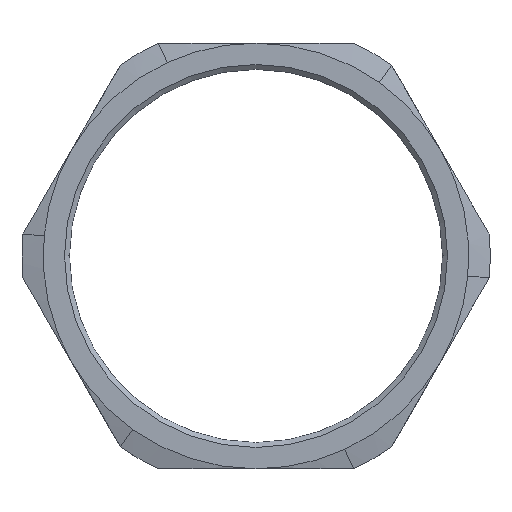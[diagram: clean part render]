
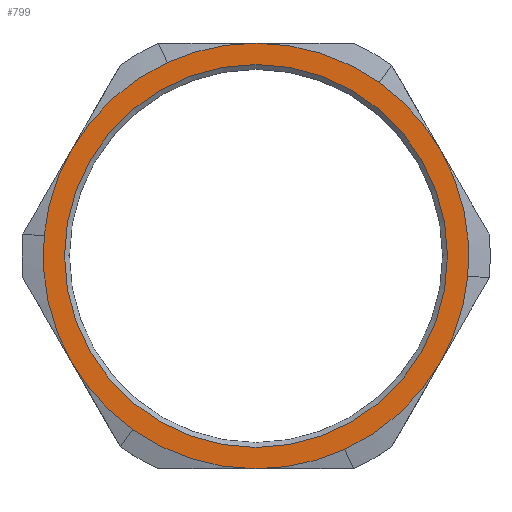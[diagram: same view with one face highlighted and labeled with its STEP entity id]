
A CAD part, top view. The second image highlights one B-rep face of the part: STEP entity #799.
In plain terms, the highlighted planar face has unit normal (0, 0, 1).
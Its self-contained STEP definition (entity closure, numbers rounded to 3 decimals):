
#2 = CARTESIAN_POINT ( 'NONE',  ( 0., 0., 5.6 ) ) ;
#11 = EDGE_CURVE ( 'NONE', #1269, #922, #491, .T. ) ;
#16 = DIRECTION ( 'NONE',  ( 0.417, -0.909, 0. ) ) ;
#53 = CIRCLE ( 'NONE', #714, 30. ) ;
#63 = AXIS2_PLACEMENT_3D ( 'NONE', #95, #351, #101 ) ;
#64 = AXIS2_PLACEMENT_3D ( 'NONE', #2, #129, #458 ) ;
#65 = DIRECTION ( 'NONE',  ( 0., 0., -1. ) ) ;
#71 = ORIENTED_EDGE ( 'NONE', *, *, #698, .F. ) ;
#77 = EDGE_CURVE ( 'NONE', #883, #1177, #766, .T. ) ;
#79 = EDGE_CURVE ( 'NONE', #352, #1295, #1029, .T. ) ;
#82 = CARTESIAN_POINT ( 'NONE',  ( 0., -30., 5.6 ) ) ;
#95 = CARTESIAN_POINT ( 'NONE',  ( 0., 0., 5.6 ) ) ;
#98 = ORIENTED_EDGE ( 'NONE', *, *, #77, .F. ) ;
#101 = DIRECTION ( 'NONE',  ( -0.417, 0.909, 0. ) ) ;
#104 = DIRECTION ( 'NONE',  ( 0., 0., 1. ) ) ;
#105 = CIRCLE ( 'NONE', #1290, 30. ) ;
#128 = AXIS2_PLACEMENT_3D ( 'NONE', #716, #358, #1162 ) ;
#129 = DIRECTION ( 'NONE',  ( 0., 0., -1. ) ) ;
#130 = VERTEX_POINT ( 'NONE', #1135 ) ;
#139 = CARTESIAN_POINT ( 'NONE',  ( 0., 30., 5.6 ) ) ;
#148 = VERTEX_POINT ( 'NONE', #442 ) ;
#180 = AXIS2_PLACEMENT_3D ( 'NONE', #1217, #204, #521 ) ;
#183 = DIRECTION ( 'NONE',  ( 0., 0., -1. ) ) ;
#186 = FACE_BOUND ( 'NONE', #969, .T. ) ;
#199 = CIRCLE ( 'NONE', #1213, 30. ) ;
#204 = DIRECTION ( 'NONE',  ( 0., 0., -1. ) ) ;
#207 = CARTESIAN_POINT ( 'NONE',  ( -17.37, -24.46, 5.6 ) ) ;
#220 = CARTESIAN_POINT ( 'NONE',  ( 0., 0., 5.6 ) ) ;
#232 = ORIENTED_EDGE ( 'NONE', *, *, #79, .F. ) ;
#243 = DIRECTION ( 'NONE',  ( 0., 0., -1. ) ) ;
#246 = ORIENTED_EDGE ( 'NONE', *, *, #1200, .F. ) ;
#248 = AXIS2_PLACEMENT_3D ( 'NONE', #1204, #535, #621 ) ;
#267 = ORIENTED_EDGE ( 'NONE', *, *, #1330, .F. ) ;
#284 = CARTESIAN_POINT ( 'NONE',  ( 26.99, 0., 5.6 ) ) ;
#286 = CARTESIAN_POINT ( 'NONE',  ( 0., 0., 5.6 ) ) ;
#304 = DIRECTION ( 'NONE',  ( 0.579, 0.815, 0. ) ) ;
#305 = EDGE_CURVE ( 'NONE', #546, #352, #815, .T. ) ;
#325 = VERTEX_POINT ( 'NONE', #405 ) ;
#333 = ORIENTED_EDGE ( 'NONE', *, *, #305, .F. ) ;
#342 = ORIENTED_EDGE ( 'NONE', *, *, #775, .F. ) ;
#351 = DIRECTION ( 'NONE',  ( 0., 0., -1. ) ) ;
#352 = VERTEX_POINT ( 'NONE', #422 ) ;
#358 = DIRECTION ( 'NONE',  ( 0., 0., -1. ) ) ;
#365 = EDGE_CURVE ( 'NONE', #822, #148, #691, .T. ) ;
#367 = AXIS2_PLACEMENT_3D ( 'NONE', #481, #817, #1044 ) ;
#378 = CARTESIAN_POINT ( 'NONE',  ( -26.99, 0., 5.6 ) ) ;
#405 = CARTESIAN_POINT ( 'NONE',  ( 17.37, 24.46, 5.6 ) ) ;
#415 = CARTESIAN_POINT ( 'NONE',  ( 0., 0., 5.6 ) ) ;
#422 = CARTESIAN_POINT ( 'NONE',  ( -25.981, 15., 5.6 ) ) ;
#428 = ORIENTED_EDGE ( 'NONE', *, *, #1154, .F. ) ;
#431 = AXIS2_PLACEMENT_3D ( 'NONE', #286, #65, #1445 ) ;
#439 = CARTESIAN_POINT ( 'NONE',  ( 0., 0., 5.6 ) ) ;
#442 = CARTESIAN_POINT ( 'NONE',  ( 29.868, -2.813, 5.6 ) ) ;
#458 = DIRECTION ( 'NONE',  ( -0.417, 0.909, 0. ) ) ;
#459 = EDGE_CURVE ( 'NONE', #1177, #1269, #1381, .T. ) ;
#481 = CARTESIAN_POINT ( 'NONE',  ( 0., 0., 5.6 ) ) ;
#487 = CIRCLE ( 'NONE', #582, 30. ) ;
#489 = AXIS2_PLACEMENT_3D ( 'NONE', #573, #243, #16 ) ;
#491 = CIRCLE ( 'NONE', #180, 30. ) ;
#512 = AXIS2_PLACEMENT_3D ( 'NONE', #1315, #985, #857 ) ;
#521 = DIRECTION ( 'NONE',  ( -0.579, -0.815, 0. ) ) ;
#524 = EDGE_CURVE ( 'NONE', #1224, #720, #810, .T. ) ;
#535 = DIRECTION ( 'NONE',  ( 0., 0., 1. ) ) ;
#541 = EDGE_LOOP ( 'NONE', ( #98, #246, #1038, #71, #428, #1241, #232, #333, #267, #873, #798, #690 ) ) ;
#546 = VERTEX_POINT ( 'NONE', #1127 ) ;
#573 = CARTESIAN_POINT ( 'NONE',  ( 0., 0., 5.6 ) ) ;
#578 = CIRCLE ( 'NONE', #248, 26.99 ) ;
#582 = AXIS2_PLACEMENT_3D ( 'NONE', #1406, #639, #1178 ) ;
#615 = CARTESIAN_POINT ( 'NONE',  ( 12.498, -27.273, 5.6 ) ) ;
#621 = DIRECTION ( 'NONE',  ( -1., 0., 0. ) ) ;
#631 = CARTESIAN_POINT ( 'NONE',  ( 25.981, 15., 5.6 ) ) ;
#634 = CARTESIAN_POINT ( 'NONE',  ( -12.498, 27.273, 5.6 ) ) ;
#639 = DIRECTION ( 'NONE',  ( 0., 0., -1. ) ) ;
#675 = CIRCLE ( 'NONE', #63, 30. ) ;
#680 = CARTESIAN_POINT ( 'NONE',  ( 0., 0., 5.6 ) ) ;
#690 = ORIENTED_EDGE ( 'NONE', *, *, #459, .F. ) ;
#691 = CIRCLE ( 'NONE', #431, 30. ) ;
#698 = EDGE_CURVE ( 'NONE', #325, #822, #811, .T. ) ;
#714 = AXIS2_PLACEMENT_3D ( 'NONE', #220, #785, #1227 ) ;
#716 = CARTESIAN_POINT ( 'NONE',  ( 0., 0., 5.6 ) ) ;
#720 = VERTEX_POINT ( 'NONE', #378 ) ;
#757 = EDGE_CURVE ( 'NONE', #922, #130, #199, .T. ) ;
#766 = CIRCLE ( 'NONE', #489, 30. ) ;
#775 = EDGE_CURVE ( 'NONE', #720, #1224, #578, .T. ) ;
#781 = DIRECTION ( 'NONE',  ( 0., 0., -1. ) ) ;
#785 = DIRECTION ( 'NONE',  ( 0., 0., -1. ) ) ;
#798 = ORIENTED_EDGE ( 'NONE', *, *, #11, .F. ) ;
#799 = ADVANCED_FACE ( 'NONE', ( #186, #982 ), #871, .T. ) ;
#810 = CIRCLE ( 'NONE', #858, 26.99 ) ;
#811 = CIRCLE ( 'NONE', #128, 30. ) ;
#815 = CIRCLE ( 'NONE', #367, 30. ) ;
#817 = DIRECTION ( 'NONE',  ( 0., 0., -1. ) ) ;
#822 = VERTEX_POINT ( 'NONE', #631 ) ;
#857 = DIRECTION ( 'NONE',  ( 1., 0., 0. ) ) ;
#858 = AXIS2_PLACEMENT_3D ( 'NONE', #439, #104, #914 ) ;
#871 = PLANE ( 'NONE',  #512 ) ;
#873 = ORIENTED_EDGE ( 'NONE', *, *, #757, .F. ) ;
#883 = VERTEX_POINT ( 'NONE', #1363 ) ;
#911 = EDGE_CURVE ( 'NONE', #1295, #1015, #675, .T. ) ;
#914 = DIRECTION ( 'NONE',  ( -1., 0., 0. ) ) ;
#922 = VERTEX_POINT ( 'NONE', #207 ) ;
#969 = EDGE_LOOP ( 'NONE', ( #342, #1104 ) ) ;
#982 = FACE_OUTER_BOUND ( 'NONE', #541, .T. ) ;
#985 = DIRECTION ( 'NONE',  ( 0., 0., 1. ) ) ;
#1015 = VERTEX_POINT ( 'NONE', #139 ) ;
#1029 = CIRCLE ( 'NONE', #64, 30. ) ;
#1038 = ORIENTED_EDGE ( 'NONE', *, *, #365, .F. ) ;
#1044 = DIRECTION ( 'NONE',  ( -0.996, 0.094, 0. ) ) ;
#1088 = DIRECTION ( 'NONE',  ( -0.579, -0.815, 0. ) ) ;
#1104 = ORIENTED_EDGE ( 'NONE', *, *, #524, .F. ) ;
#1127 = CARTESIAN_POINT ( 'NONE',  ( -29.868, 2.813, 5.6 ) ) ;
#1135 = CARTESIAN_POINT ( 'NONE',  ( -25.981, -15., 5.6 ) ) ;
#1154 = EDGE_CURVE ( 'NONE', #1015, #325, #105, .T. ) ;
#1162 = DIRECTION ( 'NONE',  ( 0.579, 0.815, 0. ) ) ;
#1177 = VERTEX_POINT ( 'NONE', #615 ) ;
#1178 = DIRECTION ( 'NONE',  ( 0.996, -0.094, 0. ) ) ;
#1200 = EDGE_CURVE ( 'NONE', #148, #883, #487, .T. ) ;
#1204 = CARTESIAN_POINT ( 'NONE',  ( 0., 0., 5.6 ) ) ;
#1213 = AXIS2_PLACEMENT_3D ( 'NONE', #415, #1437, #1088 ) ;
#1217 = CARTESIAN_POINT ( 'NONE',  ( 0., 0., 5.6 ) ) ;
#1224 = VERTEX_POINT ( 'NONE', #284 ) ;
#1227 = DIRECTION ( 'NONE',  ( -0.996, 0.094, 0. ) ) ;
#1241 = ORIENTED_EDGE ( 'NONE', *, *, #911, .F. ) ;
#1269 = VERTEX_POINT ( 'NONE', #82 ) ;
#1285 = AXIS2_PLACEMENT_3D ( 'NONE', #680, #781, #1365 ) ;
#1290 = AXIS2_PLACEMENT_3D ( 'NONE', #1300, #183, #304 ) ;
#1295 = VERTEX_POINT ( 'NONE', #634 ) ;
#1300 = CARTESIAN_POINT ( 'NONE',  ( 0., 0., 5.6 ) ) ;
#1315 = CARTESIAN_POINT ( 'NONE',  ( 0., 0., 5.6 ) ) ;
#1330 = EDGE_CURVE ( 'NONE', #130, #546, #53, .T. ) ;
#1363 = CARTESIAN_POINT ( 'NONE',  ( 25.981, -15., 5.6 ) ) ;
#1365 = DIRECTION ( 'NONE',  ( 0.417, -0.909, 0. ) ) ;
#1381 = CIRCLE ( 'NONE', #1285, 30. ) ;
#1406 = CARTESIAN_POINT ( 'NONE',  ( 0., 0., 5.6 ) ) ;
#1437 = DIRECTION ( 'NONE',  ( 0., 0., -1. ) ) ;
#1445 = DIRECTION ( 'NONE',  ( 0.996, -0.094, 0. ) ) ;
